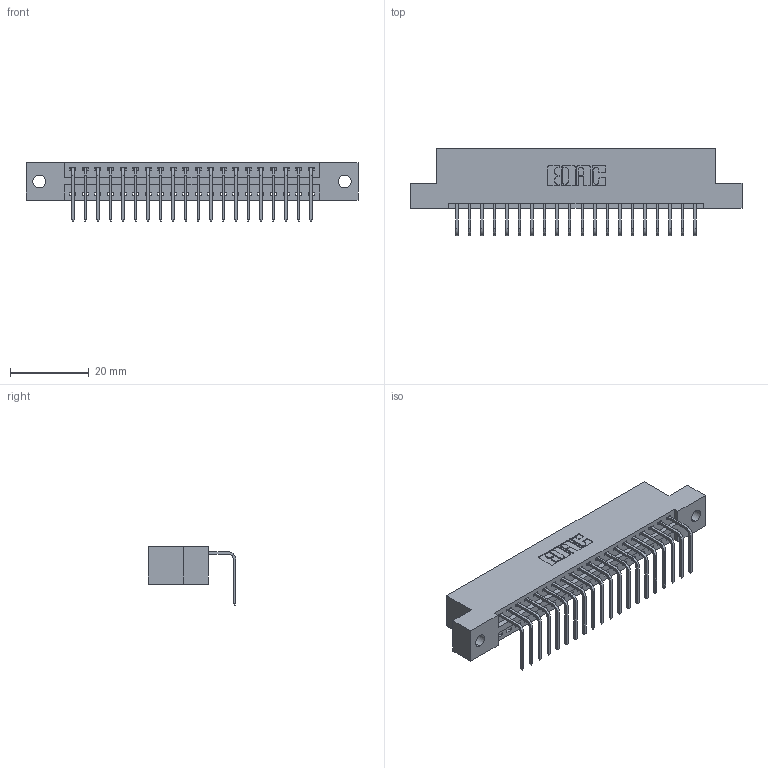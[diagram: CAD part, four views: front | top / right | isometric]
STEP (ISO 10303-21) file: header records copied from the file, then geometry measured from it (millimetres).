
FILE_DESCRIPTION (( 'STEP AP203' ), '1' );
FILE_NAME ('346-020-558-102.STEP', '2022-05-05T17:04:58', ( '' ), ( '' ), 'SwSTEP 2.0', 'SolidWorks 2020', '' );
FILE_SCHEMA (( 'CONFIG_CONTROL_DESIGN' ));
Length unit declared in the file: inch
Products named in the file (3): 345-292-001_558 Tail - 2; 346-020-558-102; 346 Part_Flush Mounting Lugs - 0.128 Dia
Assembly tree (21 placements, depth 2):
  346-020-558-102
    346 Part_Flush Mounting Lugs - 0.128 Dia
    345-292-001_558 Tail - 2  x20
Bounding box: 84.07 x 22.16 x 14.73 mm (x, y, z)
Volume: 7926.1 mm3; surface area: 9795.5 mm2
Topology: 21 solids, 21 shells, 1322 faces, 3969 edges, 2618 vertices
Faces by surface type: plane 916, cylinder 406
Entity records: 15461 total; most frequent: CARTESIAN_POINT 2664, ORIENTED_EDGE 2618, DIRECTION 2377, EDGE_CURVE 1309, VECTOR 1097, LINE 1097, VERTEX_POINT 870, AXIS2_PLACEMENT_3D 640
